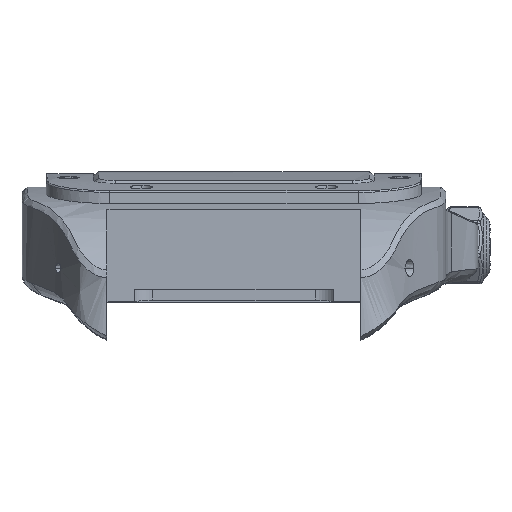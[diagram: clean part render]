
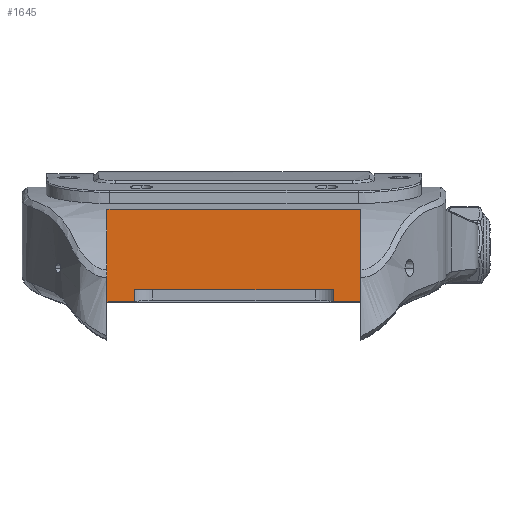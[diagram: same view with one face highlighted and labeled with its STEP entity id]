
A CAD part, top view. The second image highlights one B-rep face of the part: STEP entity #1645.
In plain terms, the highlighted free-form (B-spline) face has degree [1, 1] with [2, 2] control points.
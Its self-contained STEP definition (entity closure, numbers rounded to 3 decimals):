
#923 = VERTEX_POINT('',#924);
#924 = CARTESIAN_POINT('',(-14.487,4.252,
    23.62));
#954 = VERTEX_POINT('',#955);
#955 = CARTESIAN_POINT('',(-14.487,14.865,
    23.62));
#967 = EDGE_CURVE('',#923,#954,#968,.T.);
#968 = B_SPLINE_CURVE_WITH_KNOTS('',1,(#969,#970),.UNSPECIFIED.,.F.,.F.,
  (2,2),(0.,8.425),.PIECEWISE_BEZIER_KNOTS.);
#969 = CARTESIAN_POINT('',(-14.487,4.252,
    23.62));
#970 = CARTESIAN_POINT('',(-14.487,14.865,
    23.62));
#1173 = VERTEX_POINT('',#1174);
#1174 = CARTESIAN_POINT('',(14.487,4.252,
    23.62));
#1190 = EDGE_CURVE('',#1191,#1173,#1193,.T.);
#1191 = VERTEX_POINT('',#1192);
#1192 = CARTESIAN_POINT('',(11.338,4.252,
    23.62));
#1193 = B_SPLINE_CURVE_WITH_KNOTS('',1,(#1194,#1195),.UNSPECIFIED.,.F.,
  .F.,(2,2),(0.,2.5),.PIECEWISE_BEZIER_KNOTS.);
#1194 = CARTESIAN_POINT('',(11.338,4.252,
    23.62));
#1195 = CARTESIAN_POINT('',(14.487,4.252,
    23.62));
#1221 = VERTEX_POINT('',#1222);
#1222 = CARTESIAN_POINT('',(-11.338,4.252,
    23.62));
#1236 = EDGE_CURVE('',#923,#1221,#1237,.T.);
#1237 = B_SPLINE_CURVE_WITH_KNOTS('',1,(#1238,#1239),.UNSPECIFIED.,.F.,
  .F.,(2,2),(0.,2.5),.PIECEWISE_BEZIER_KNOTS.);
#1238 = CARTESIAN_POINT('',(-14.487,4.252,
    23.62));
#1239 = CARTESIAN_POINT('',(-11.338,4.252,
    23.62));
#1588 = EDGE_CURVE('',#1589,#1591,#1593,.T.);
#1589 = VERTEX_POINT('',#1590);
#1590 = CARTESIAN_POINT('',(-11.338,5.669,
    23.62));
#1591 = VERTEX_POINT('',#1592);
#1592 = CARTESIAN_POINT('',(11.338,5.669,
    23.62));
#1593 = B_SPLINE_CURVE_WITH_KNOTS('',1,(#1594,#1595),.UNSPECIFIED.,.F.,
  .F.,(2,2),(0.,18.),.PIECEWISE_BEZIER_KNOTS.);
#1594 = CARTESIAN_POINT('',(-11.338,5.669,
    23.62));
#1595 = CARTESIAN_POINT('',(11.338,5.669,
    23.62));
#1645 = ADVANCED_FACE('',(#1646),#1674,.T.);
#1646 = FACE_BOUND('',#1647,.F.);
#1647 = EDGE_LOOP('',(#1648,#1649,#1654,#1655,#1656,#1663,#1668,#1669));
#1648 = ORIENTED_EDGE('',*,*,#1588,.F.);
#1649 = ORIENTED_EDGE('',*,*,#1650,.F.);
#1650 = EDGE_CURVE('',#1221,#1589,#1651,.T.);
#1651 = B_SPLINE_CURVE_WITH_KNOTS('',1,(#1652,#1653),.UNSPECIFIED.,.F.,
  .F.,(2,2),(0.,1.125),.PIECEWISE_BEZIER_KNOTS.);
#1652 = CARTESIAN_POINT('',(-11.338,4.252,
    23.62));
#1653 = CARTESIAN_POINT('',(-11.338,5.669,
    23.62));
#1654 = ORIENTED_EDGE('',*,*,#1236,.F.);
#1655 = ORIENTED_EDGE('',*,*,#967,.T.);
#1656 = ORIENTED_EDGE('',*,*,#1657,.T.);
#1657 = EDGE_CURVE('',#954,#1658,#1660,.T.);
#1658 = VERTEX_POINT('',#1659);
#1659 = CARTESIAN_POINT('',(14.487,14.865,
    23.62));
#1660 = B_SPLINE_CURVE_WITH_KNOTS('',1,(#1661,#1662),.UNSPECIFIED.,.F.,
  .F.,(2,2),(0.,23.),.PIECEWISE_BEZIER_KNOTS.);
#1661 = CARTESIAN_POINT('',(-14.487,14.865,
    23.62));
#1662 = CARTESIAN_POINT('',(14.487,14.865,
    23.62));
#1663 = ORIENTED_EDGE('',*,*,#1664,.F.);
#1664 = EDGE_CURVE('',#1173,#1658,#1665,.T.);
#1665 = B_SPLINE_CURVE_WITH_KNOTS('',1,(#1666,#1667),.UNSPECIFIED.,.F.,
  .F.,(2,2),(0.,8.425),.PIECEWISE_BEZIER_KNOTS.);
#1666 = CARTESIAN_POINT('',(14.487,4.252,
    23.62));
#1667 = CARTESIAN_POINT('',(14.487,14.865,
    23.62));
#1668 = ORIENTED_EDGE('',*,*,#1190,.F.);
#1669 = ORIENTED_EDGE('',*,*,#1670,.T.);
#1670 = EDGE_CURVE('',#1191,#1591,#1671,.T.);
#1671 = B_SPLINE_CURVE_WITH_KNOTS('',1,(#1672,#1673),.UNSPECIFIED.,.F.,
  .F.,(2,2),(0.,1.125),.PIECEWISE_BEZIER_KNOTS.);
#1672 = CARTESIAN_POINT('',(11.338,4.252,
    23.62));
#1673 = CARTESIAN_POINT('',(11.338,5.669,
    23.62));
#1674 = B_SPLINE_SURFACE_WITH_KNOTS('',1,1,(
    (#1675,#1676)
    ,(#1677,#1678
    )),.UNSPECIFIED.,.F.,.F.,.F.,(2,2),(2,2),(0.,23.),(5.375,
    13.8),.PIECEWISE_BEZIER_KNOTS.);
#1675 = CARTESIAN_POINT('',(-14.487,4.252,
    23.62));
#1676 = CARTESIAN_POINT('',(-14.487,14.865,
    23.62));
#1677 = CARTESIAN_POINT('',(14.487,4.252,
    23.62));
#1678 = CARTESIAN_POINT('',(14.487,14.865,
    23.62));
